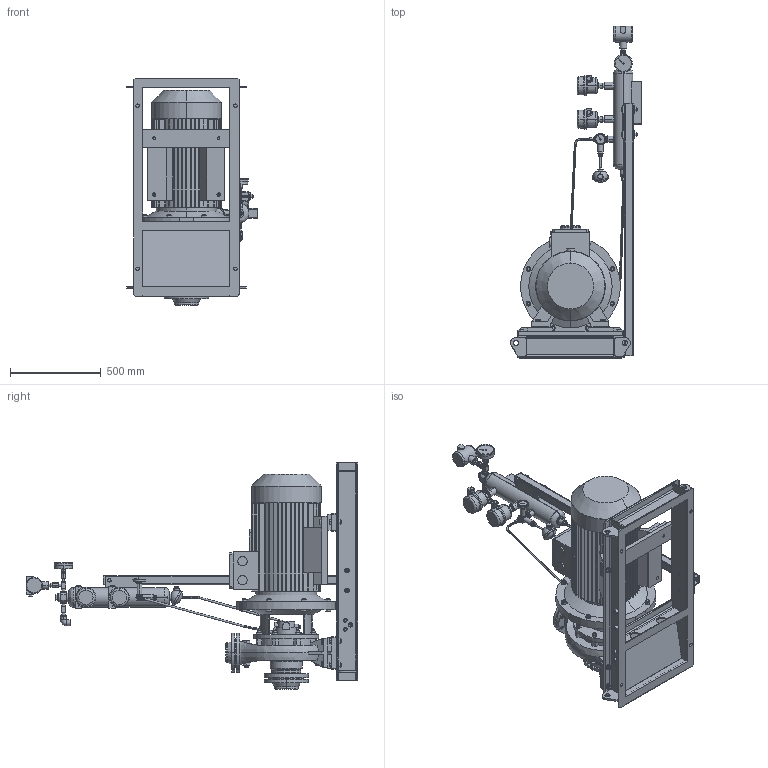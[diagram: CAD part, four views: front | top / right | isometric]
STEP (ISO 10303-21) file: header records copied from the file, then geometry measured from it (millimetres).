
FILE_DESCRIPTION (( 'STEP AP203' ), '1' );
FILE_NAME ('221-220-55Ò-ÐÑ2-20-02.step', '2023-07-26T16:04:12', ( 'adb' ), ( '' ), 'SwSTEP 2.0', 'SolidWorks 2016', '' );
FILE_SCHEMA (( 'CONFIG_CONTROL_DESIGN' ));
Products named in the file (1): 221-220-55Ò-ÐÑ2-20-02
Bounding box: 720.8 x 1830.5 x 1252 mm (x, y, z)
Volume: 122757542.9 mm3; surface area: 8610496.5 mm2
Topology: 32 solids, 52 shells, 3390 faces, 8586 edges, 5537 vertices
Faces by surface type: plane 1754, cylinder 1218, cone 304, torus 65, bspline 39, sphere 10
Entity records: 118432 total; most frequent: CARTESIAN_POINT 35829, DIRECTION 17349, ORIENTED_EDGE 17140, EDGE_CURVE 8570, AXIS2_PLACEMENT_3D 6520, VERTEX_POINT 5531, LINE 4309, VECTOR 4309
